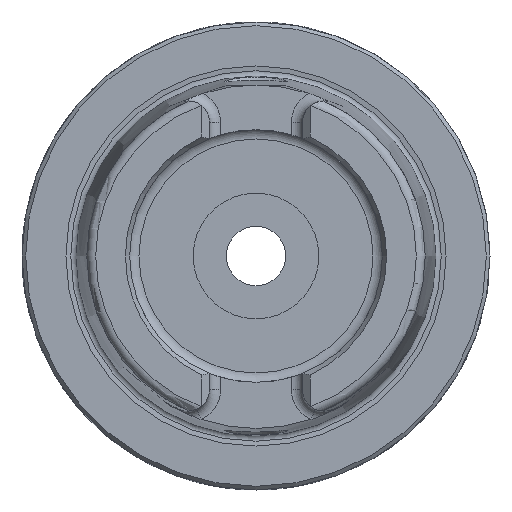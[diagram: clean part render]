
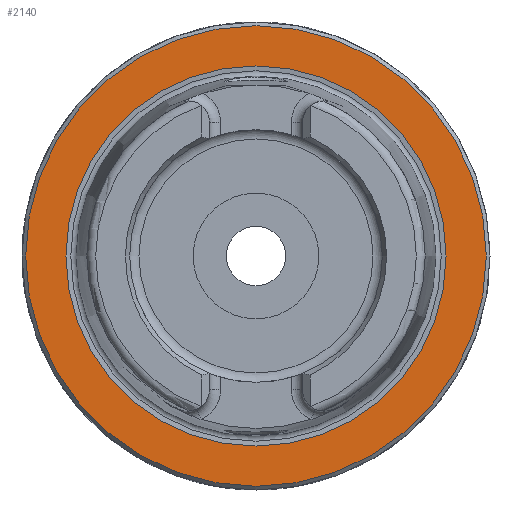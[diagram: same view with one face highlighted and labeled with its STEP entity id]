
A CAD part, left-side view. The second image highlights one B-rep face of the part: STEP entity #2140.
In plain terms, the highlighted planar face has unit normal (-1, 0, 0).
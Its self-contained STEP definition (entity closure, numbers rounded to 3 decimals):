
#103=FACE_BOUND('',#475,.T.);
#147=PLANE('',#2419);
#337=FACE_OUTER_BOUND('',#474,.T.);
#474=EDGE_LOOP('',(#1985));
#475=EDGE_LOOP('',(#1986));
#824=CIRCLE('',#2418,25.588);
#825=CIRCLE('',#2420,31.);
#1035=VERTEX_POINT('',#4525);
#1036=VERTEX_POINT('',#4529);
#1353=EDGE_CURVE('',#1035,#1035,#824,.T.);
#1354=EDGE_CURVE('',#1036,#1036,#825,.T.);
#1985=ORIENTED_EDGE('',*,*,#1354,.F.);
#1986=ORIENTED_EDGE('',*,*,#1353,.T.);
#2140=ADVANCED_FACE('',(#337,#103),#147,.T.);
#2418=AXIS2_PLACEMENT_3D('',#4527,#3038,#3039);
#2419=AXIS2_PLACEMENT_3D('',#4528,#3040,#3041);
#2420=AXIS2_PLACEMENT_3D('',#4530,#3042,#3043);
#3038=DIRECTION('center_axis',(1.,0.,0.));
#3039=DIRECTION('ref_axis',(0.,0.,-1.));
#3040=DIRECTION('center_axis',(-1.,0.,0.));
#3041=DIRECTION('ref_axis',(0.,0.,1.));
#3042=DIRECTION('center_axis',(1.,0.,0.));
#3043=DIRECTION('ref_axis',(0.,0.,-1.));
#4525=CARTESIAN_POINT('',(0.,-25.588,0.));
#4527=CARTESIAN_POINT('Origin',(0.,0.,0.));
#4528=CARTESIAN_POINT('Origin',(0.,31.,0.));
#4529=CARTESIAN_POINT('',(0.,-31.,0.));
#4530=CARTESIAN_POINT('Origin',(0.,0.,0.));
